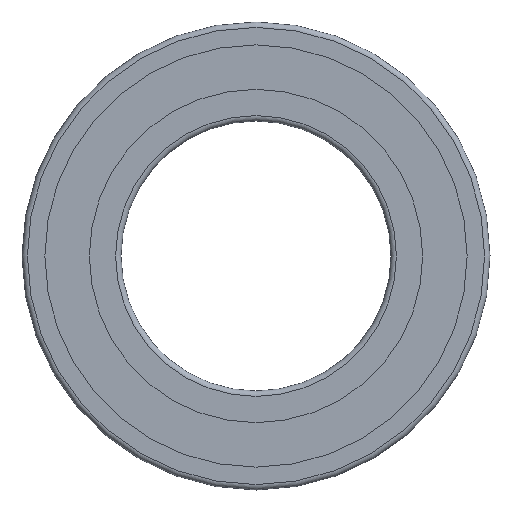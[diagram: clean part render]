
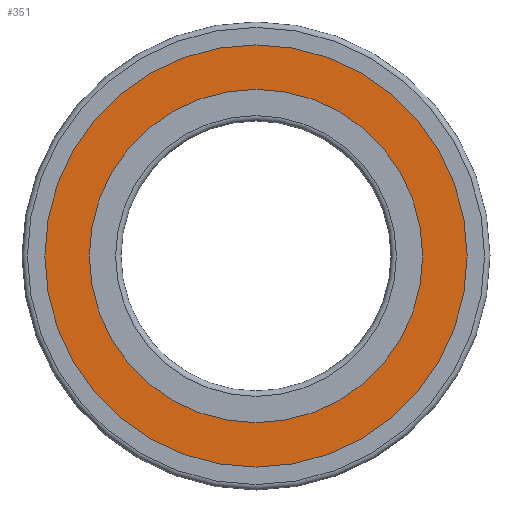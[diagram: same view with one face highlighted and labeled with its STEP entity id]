
A CAD part, left-side view. The second image highlights one B-rep face of the part: STEP entity #351.
In plain terms, the highlighted planar face has unit normal (-1, 0, 0).
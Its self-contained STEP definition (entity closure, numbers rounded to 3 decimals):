
#146=ORIENTED_EDGE('',*,*,#174,.T.);
#147=ORIENTED_EDGE('',*,*,#172,.F.);
#172=EDGE_CURVE('',#196,#196,#221,.T.);
#174=EDGE_CURVE('',#198,#198,#223,.T.);
#196=VERTEX_POINT('',#663);
#198=VERTEX_POINT('',#668);
#221=CIRCLE('',#447,58.644);
#223=CIRCLE('',#450,46.3);
#267=EDGE_LOOP('',(#146));
#268=EDGE_LOOP('',(#147));
#315=FACE_BOUND('',#267,.T.);
#316=FACE_BOUND('',#268,.T.);
#328=PLANE('',#449);
#351=ADVANCED_FACE('',(#315,#316),#328,.T.);
#447=AXIS2_PLACEMENT_3D('',#662,#556,#557);
#449=AXIS2_PLACEMENT_3D('',#666,#560,#561);
#450=AXIS2_PLACEMENT_3D('',#667,#562,#563);
#556=DIRECTION('',(1.,0.,0.));
#557=DIRECTION('',(0.,0.,-1.));
#560=DIRECTION('',(-1.,0.,0.));
#561=DIRECTION('',(0.,0.,1.));
#562=DIRECTION('',(1.,0.,0.));
#563=DIRECTION('',(0.,0.,-1.));
#662=CARTESIAN_POINT('',(0.3,0.,0.));
#663=CARTESIAN_POINT('',(0.3,0.,-58.644));
#666=CARTESIAN_POINT('',(0.3,58.644,0.));
#667=CARTESIAN_POINT('',(0.3,0.,0.));
#668=CARTESIAN_POINT('',(0.3,0.,-46.3));
